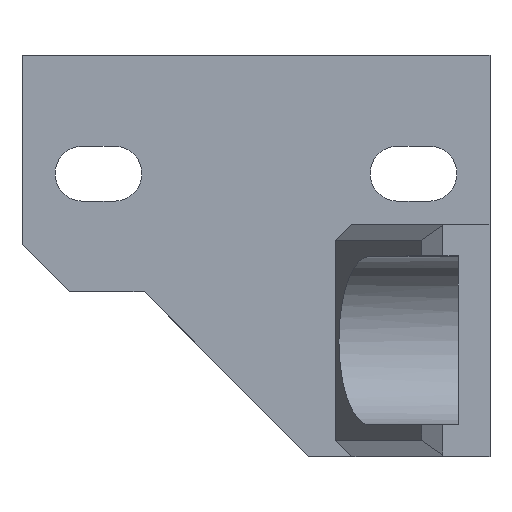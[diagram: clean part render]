
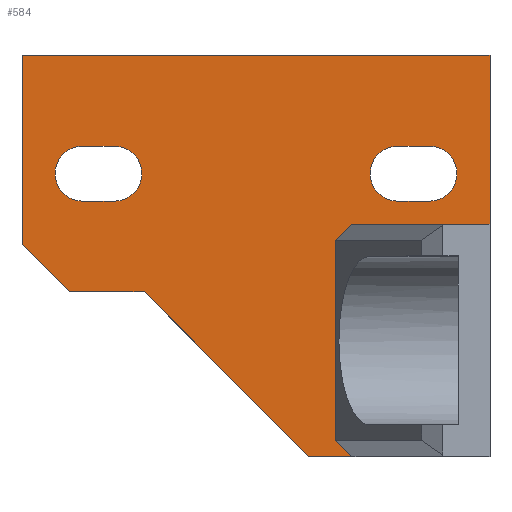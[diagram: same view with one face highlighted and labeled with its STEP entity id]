
A CAD part, top view. The second image highlights one B-rep face of the part: STEP entity #584.
In plain terms, the highlighted planar face has unit normal (0, 0, 1).
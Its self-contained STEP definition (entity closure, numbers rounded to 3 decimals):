
#26=FACE_BOUND('',#100,.T.);
#27=FACE_BOUND('',#101,.T.);
#36=CIRCLE('',#614,1.75);
#37=CIRCLE('',#617,1.75);
#38=CIRCLE('',#620,1.75);
#39=CIRCLE('',#623,1.75);
#66=FACE_OUTER_BOUND('',#99,.T.);
#99=EDGE_LOOP('',(#503,#504,#505,#506,#507,#508,#509,#510,#511,#512,#513));
#100=EDGE_LOOP('',(#514,#515,#516,#517));
#101=EDGE_LOOP('',(#518,#519,#520,#521));
#105=LINE('',#786,#173);
#119=LINE('',#822,#187);
#122=LINE('',#829,#190);
#133=LINE('',#852,#201);
#145=LINE('',#876,#213);
#149=LINE('',#883,#217);
#153=LINE('',#900,#221);
#156=LINE('',#908,#224);
#159=LINE('',#916,#227);
#162=LINE('',#924,#230);
#165=LINE('',#932,#233);
#167=LINE('',#935,#235);
#168=LINE('',#938,#236);
#170=LINE('',#941,#238);
#171=LINE('',#942,#239);
#173=VECTOR('',#634,10.);
#187=VECTOR('',#660,10.);
#190=VECTOR('',#665,10.);
#201=VECTOR('',#682,10.);
#213=VECTOR('',#700,10.);
#217=VECTOR('',#708,10.);
#221=VECTOR('',#728,10.);
#224=VECTOR('',#737,10.);
#227=VECTOR('',#746,10.);
#230=VECTOR('',#755,10.);
#233=VECTOR('',#764,10.);
#235=VECTOR('',#768,10.);
#236=VECTOR('',#771,10.);
#238=VECTOR('',#775,10.);
#239=VECTOR('',#776,10.);
#241=VERTEX_POINT('',#784);
#242=VERTEX_POINT('',#785);
#258=VERTEX_POINT('',#821);
#260=VERTEX_POINT('',#826);
#261=VERTEX_POINT('',#828);
#270=VERTEX_POINT('',#850);
#279=VERTEX_POINT('',#874);
#280=VERTEX_POINT('',#881);
#284=VERTEX_POINT('',#897);
#285=VERTEX_POINT('',#899);
#286=VERTEX_POINT('',#903);
#287=VERTEX_POINT('',#907);
#288=VERTEX_POINT('',#913);
#289=VERTEX_POINT('',#915);
#290=VERTEX_POINT('',#919);
#291=VERTEX_POINT('',#923);
#292=VERTEX_POINT('',#929);
#293=VERTEX_POINT('',#931);
#294=VERTEX_POINT('',#937);
#295=EDGE_CURVE('',#241,#242,#105,.T.);
#313=EDGE_CURVE('',#258,#242,#119,.T.);
#316=EDGE_CURVE('',#260,#261,#122,.F.);
#328=EDGE_CURVE('',#270,#260,#133,.F.);
#340=EDGE_CURVE('',#279,#270,#145,.F.);
#344=EDGE_CURVE('',#280,#279,#149,.T.);
#351=EDGE_CURVE('',#285,#284,#153,.T.);
#353=EDGE_CURVE('',#286,#285,#36,.T.);
#355=EDGE_CURVE('',#287,#286,#156,.T.);
#357=EDGE_CURVE('',#284,#287,#37,.T.);
#359=EDGE_CURVE('',#289,#288,#159,.T.);
#361=EDGE_CURVE('',#290,#289,#38,.T.);
#363=EDGE_CURVE('',#291,#290,#162,.T.);
#365=EDGE_CURVE('',#288,#291,#39,.T.);
#367=EDGE_CURVE('',#293,#292,#165,.T.);
#369=EDGE_CURVE('',#241,#293,#167,.T.);
#370=EDGE_CURVE('',#294,#258,#168,.T.);
#372=EDGE_CURVE('',#292,#261,#170,.T.);
#373=EDGE_CURVE('',#280,#294,#171,.T.);
#503=ORIENTED_EDGE('',*,*,#295,.F.);
#504=ORIENTED_EDGE('',*,*,#369,.T.);
#505=ORIENTED_EDGE('',*,*,#367,.T.);
#506=ORIENTED_EDGE('',*,*,#372,.T.);
#507=ORIENTED_EDGE('',*,*,#316,.F.);
#508=ORIENTED_EDGE('',*,*,#328,.F.);
#509=ORIENTED_EDGE('',*,*,#340,.F.);
#510=ORIENTED_EDGE('',*,*,#344,.F.);
#511=ORIENTED_EDGE('',*,*,#373,.T.);
#512=ORIENTED_EDGE('',*,*,#370,.T.);
#513=ORIENTED_EDGE('',*,*,#313,.T.);
#514=ORIENTED_EDGE('',*,*,#365,.T.);
#515=ORIENTED_EDGE('',*,*,#363,.T.);
#516=ORIENTED_EDGE('',*,*,#361,.T.);
#517=ORIENTED_EDGE('',*,*,#359,.T.);
#518=ORIENTED_EDGE('',*,*,#357,.T.);
#519=ORIENTED_EDGE('',*,*,#355,.T.);
#520=ORIENTED_EDGE('',*,*,#353,.T.);
#521=ORIENTED_EDGE('',*,*,#351,.T.);
#555=PLANE('',#627);
#584=ADVANCED_FACE('',(#66,#26,#27),#555,.T.);
#614=AXIS2_PLACEMENT_3D('',#904,#732,#733);
#617=AXIS2_PLACEMENT_3D('',#911,#741,#742);
#620=AXIS2_PLACEMENT_3D('',#920,#750,#751);
#623=AXIS2_PLACEMENT_3D('',#927,#759,#760);
#627=AXIS2_PLACEMENT_3D('',#940,#773,#774);
#634=DIRECTION('',(-0.707,0.707,0.));
#660=DIRECTION('',(0.,-1.,0.));
#665=DIRECTION('',(-0.729,0.685,0.));
#682=DIRECTION('',(0.,1.,0.));
#700=DIRECTION('',(0.729,0.685,0.));
#708=DIRECTION('',(-1.,0.,0.));
#728=DIRECTION('',(-1.,0.,0.));
#732=DIRECTION('center_axis',(0.,0.,-1.));
#733=DIRECTION('ref_axis',(0.,-1.,0.));
#737=DIRECTION('',(1.,0.,0.));
#741=DIRECTION('center_axis',(0.,0.,-1.));
#742=DIRECTION('ref_axis',(0.,1.,0.));
#746=DIRECTION('',(-1.,0.,0.));
#750=DIRECTION('center_axis',(0.,0.,-1.));
#751=DIRECTION('ref_axis',(0.,-1.,0.));
#755=DIRECTION('',(1.,0.,0.));
#759=DIRECTION('center_axis',(0.,0.,-1.));
#760=DIRECTION('ref_axis',(0.,1.,0.));
#764=DIRECTION('',(0.707,-0.707,0.));
#768=DIRECTION('',(1.,0.,0.));
#771=DIRECTION('',(-1.,0.,0.));
#773=DIRECTION('center_axis',(0.,0.,1.));
#774=DIRECTION('ref_axis',(1.,0.,0.));
#775=DIRECTION('',(1.,0.,0.));
#776=DIRECTION('',(0.,1.,0.));
#784=CARTESIAN_POINT('',(3.,10.45,4.));
#785=CARTESIAN_POINT('',(0.,13.45,4.));
#786=CARTESIAN_POINT('',(4.644,8.806,4.));
#821=CARTESIAN_POINT('',(0.,25.45,4.));
#822=CARTESIAN_POINT('',(0.,25.45,4.));
#826=CARTESIAN_POINT('',(19.876,1.,4.));
#828=CARTESIAN_POINT('',(20.941,0.,4.));
#829=CARTESIAN_POINT('',(15.65,4.971,4.));
#850=CARTESIAN_POINT('',(19.876,13.7,4.));
#852=CARTESIAN_POINT('',(19.876,13.713,4.));
#874=CARTESIAN_POINT('',(20.941,14.7,4.));
#876=CARTESIAN_POINT('',(18.395,12.308,4.));
#881=CARTESIAN_POINT('',(29.7,14.7,4.));
#883=CARTESIAN_POINT('',(22.275,14.7,4.));
#897=CARTESIAN_POINT('',(3.85,16.2,4.));
#899=CARTESIAN_POINT('',(5.85,16.2,4.));
#900=CARTESIAN_POINT('',(3.85,16.2,4.));
#903=CARTESIAN_POINT('',(5.85,19.7,4.));
#904=CARTESIAN_POINT('Origin',(5.85,17.95,4.));
#907=CARTESIAN_POINT('',(3.85,19.7,4.));
#908=CARTESIAN_POINT('',(5.85,19.7,4.));
#911=CARTESIAN_POINT('Origin',(3.85,17.95,4.));
#913=CARTESIAN_POINT('',(23.85,16.2,4.));
#915=CARTESIAN_POINT('',(25.85,16.2,4.));
#916=CARTESIAN_POINT('',(23.85,16.2,4.));
#919=CARTESIAN_POINT('',(25.85,19.7,4.));
#920=CARTESIAN_POINT('Origin',(25.85,17.95,4.));
#923=CARTESIAN_POINT('',(23.85,19.7,4.));
#924=CARTESIAN_POINT('',(25.85,19.7,4.));
#927=CARTESIAN_POINT('Origin',(23.85,17.95,4.));
#929=CARTESIAN_POINT('',(18.2,0.,4.));
#931=CARTESIAN_POINT('',(7.75,10.45,4.));
#932=CARTESIAN_POINT('',(7.75,10.45,4.));
#935=CARTESIAN_POINT('',(0.,10.45,4.));
#937=CARTESIAN_POINT('',(29.7,25.45,4.));
#938=CARTESIAN_POINT('',(29.7,25.45,4.));
#940=CARTESIAN_POINT('Origin',(14.85,12.725,4.));
#941=CARTESIAN_POINT('',(0.,0.,4.));
#942=CARTESIAN_POINT('',(29.7,0.,4.));
